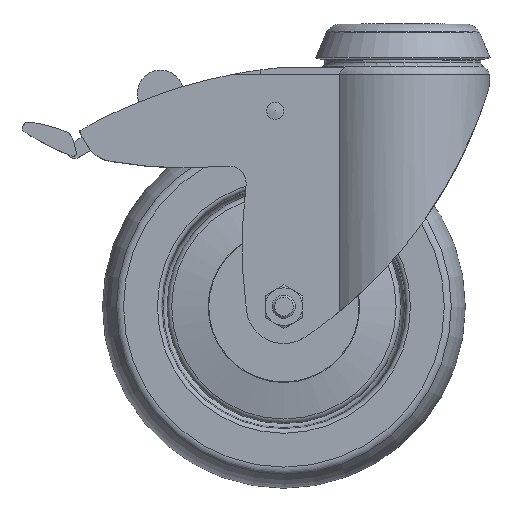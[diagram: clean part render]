
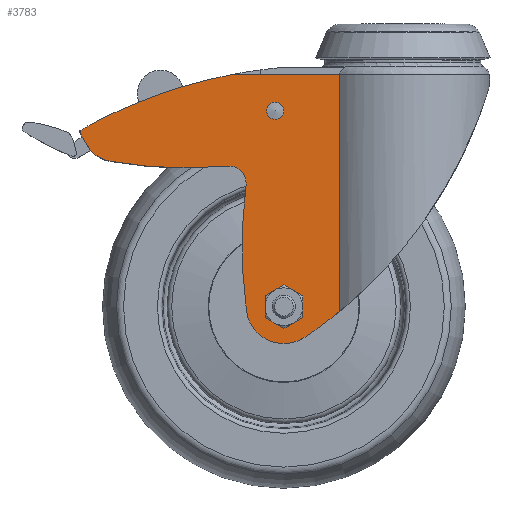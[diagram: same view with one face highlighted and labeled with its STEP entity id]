
A CAD part, top view. The second image highlights one B-rep face of the part: STEP entity #3783.
In plain terms, the highlighted planar face has unit normal (0, 0, 1).
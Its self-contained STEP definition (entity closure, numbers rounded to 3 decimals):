
#47=LINE('',#5924,#263);
#48=LINE('',#5996,#264);
#49=LINE('',#6000,#265);
#50=LINE('',#6004,#266);
#51=LINE('',#6006,#267);
#52=LINE('',#6010,#268);
#53=LINE('',#6012,#269);
#263=VECTOR('',#4750,81.664);
#264=VECTOR('',#4755,36.959);
#265=VECTOR('',#4758,8.886);
#266=VECTOR('',#4761,0.664);
#267=VECTOR('',#4762,0.572);
#268=VECTOR('',#4765,1.229);
#269=VECTOR('',#4766,6.626);
#697=FACE_BOUND('',#1135,.T.);
#698=FACE_BOUND('',#1136,.T.);
#839=FACE_OUTER_BOUND('',#1134,.T.);
#1134=EDGE_LOOP('',(#2645,#2646,#2647,#2648,#2649,#2650,#2651,#2652,#2653,
#2654,#2655,#2656,#2657,#2658,#2659,#2660,#2661));
#1135=EDGE_LOOP('',(#2662));
#1136=EDGE_LOOP('',(#2663,#2664,#2665,#2666,#2667,#2668));
#1398=CIRCLE('',#4071,6.5);
#1399=CIRCLE('',#4073,6.5);
#1400=CIRCLE('',#4075,6.5);
#1401=CIRCLE('',#4077,6.5);
#1402=CIRCLE('',#4079,6.5);
#1403=CIRCLE('',#4081,6.5);
#1405=CIRCLE('',#4103,160.008);
#1406=CIRCLE('',#4104,170.);
#1407=CIRCLE('',#4105,170.);
#1408=CIRCLE('',#4106,170.);
#1409=CIRCLE('',#4107,12.);
#1410=CIRCLE('',#4108,150.);
#1411=CIRCLE('',#4109,6.);
#1412=CIRCLE('',#4110,160.);
#1413=CIRCLE('',#4111,13.);
#1414=CIRCLE('',#4112,160.);
#1415=CIRCLE('',#4113,2.94);
#1624=VERTEX_POINT('',#5767);
#1626=VERTEX_POINT('',#5772);
#1627=VERTEX_POINT('',#5778);
#1629=VERTEX_POINT('',#5788);
#1632=VERTEX_POINT('',#5802);
#1634=VERTEX_POINT('',#5812);
#1651=VERTEX_POINT('',#5921);
#1652=VERTEX_POINT('',#5923);
#1656=VERTEX_POINT('',#5993);
#1657=VERTEX_POINT('',#5995);
#1658=VERTEX_POINT('',#5997);
#1659=VERTEX_POINT('',#5999);
#1660=VERTEX_POINT('',#6001);
#1661=VERTEX_POINT('',#6003);
#1662=VERTEX_POINT('',#6005);
#1663=VERTEX_POINT('',#6007);
#1664=VERTEX_POINT('',#6009);
#1665=VERTEX_POINT('',#6011);
#1666=VERTEX_POINT('',#6013);
#1667=VERTEX_POINT('',#6015);
#1668=VERTEX_POINT('',#6017);
#1669=VERTEX_POINT('',#6019);
#1670=VERTEX_POINT('',#6021);
#1671=VERTEX_POINT('',#6024);
#1985=EDGE_CURVE('',#1626,#1624,#1398,.T.);
#1988=EDGE_CURVE('',#1624,#1627,#1399,.T.);
#1991=EDGE_CURVE('',#1627,#1629,#1400,.T.);
#1993=EDGE_CURVE('',#1629,#1632,#1401,.T.);
#1996=EDGE_CURVE('',#1632,#1634,#1402,.T.);
#1999=EDGE_CURVE('',#1634,#1626,#1403,.T.);
#2034=EDGE_CURVE('',#1652,#1651,#47,.T.);
#2039=EDGE_CURVE('',#1656,#1652,#1405,.T.);
#2040=EDGE_CURVE('',#1651,#1657,#48,.T.);
#2041=EDGE_CURVE('',#1657,#1658,#1406,.T.);
#2042=EDGE_CURVE('',#1658,#1659,#49,.T.);
#2043=EDGE_CURVE('',#1659,#1660,#1407,.T.);
#2044=EDGE_CURVE('',#1660,#1661,#50,.T.);
#2045=EDGE_CURVE('',#1661,#1662,#51,.T.);
#2046=EDGE_CURVE('',#1662,#1663,#1408,.T.);
#2047=EDGE_CURVE('',#1664,#1663,#52,.T.);
#2048=EDGE_CURVE('',#1664,#1665,#53,.T.);
#2049=EDGE_CURVE('',#1665,#1666,#1409,.T.);
#2050=EDGE_CURVE('',#1666,#1667,#1410,.T.);
#2051=EDGE_CURVE('',#1667,#1668,#1411,.T.);
#2052=EDGE_CURVE('',#1668,#1669,#1412,.T.);
#2053=EDGE_CURVE('',#1669,#1670,#1413,.T.);
#2054=EDGE_CURVE('',#1670,#1656,#1414,.T.);
#2055=EDGE_CURVE('',#1671,#1671,#1415,.T.);
#2645=ORIENTED_EDGE('',*,*,#2039,.T.);
#2646=ORIENTED_EDGE('',*,*,#2034,.T.);
#2647=ORIENTED_EDGE('',*,*,#2040,.T.);
#2648=ORIENTED_EDGE('',*,*,#2041,.T.);
#2649=ORIENTED_EDGE('',*,*,#2042,.T.);
#2650=ORIENTED_EDGE('',*,*,#2043,.T.);
#2651=ORIENTED_EDGE('',*,*,#2044,.T.);
#2652=ORIENTED_EDGE('',*,*,#2045,.T.);
#2653=ORIENTED_EDGE('',*,*,#2046,.T.);
#2654=ORIENTED_EDGE('',*,*,#2047,.F.);
#2655=ORIENTED_EDGE('',*,*,#2048,.T.);
#2656=ORIENTED_EDGE('',*,*,#2049,.T.);
#2657=ORIENTED_EDGE('',*,*,#2050,.T.);
#2658=ORIENTED_EDGE('',*,*,#2051,.T.);
#2659=ORIENTED_EDGE('',*,*,#2052,.T.);
#2660=ORIENTED_EDGE('',*,*,#2053,.T.);
#2661=ORIENTED_EDGE('',*,*,#2054,.T.);
#2662=ORIENTED_EDGE('',*,*,#2055,.T.);
#2663=ORIENTED_EDGE('',*,*,#1999,.F.);
#2664=ORIENTED_EDGE('',*,*,#1996,.F.);
#2665=ORIENTED_EDGE('',*,*,#1993,.F.);
#2666=ORIENTED_EDGE('',*,*,#1991,.F.);
#2667=ORIENTED_EDGE('',*,*,#1988,.F.);
#2668=ORIENTED_EDGE('',*,*,#1985,.F.);
#3390=PLANE('',#4102);
#3783=ADVANCED_FACE('',(#839,#697,#698),#3390,.T.);
#4071=AXIS2_PLACEMENT_3D('',#5776,#4669,#4670);
#4073=AXIS2_PLACEMENT_3D('',#5786,#4673,#4674);
#4075=AXIS2_PLACEMENT_3D('',#5796,#4677,#4678);
#4077=AXIS2_PLACEMENT_3D('',#5803,#4681,#4682);
#4079=AXIS2_PLACEMENT_3D('',#5813,#4685,#4686);
#4081=AXIS2_PLACEMENT_3D('',#5822,#4689,#4690);
#4102=AXIS2_PLACEMENT_3D('',#5992,#4751,#4752);
#4103=AXIS2_PLACEMENT_3D('',#5994,#4753,#4754);
#4104=AXIS2_PLACEMENT_3D('',#5998,#4756,#4757);
#4105=AXIS2_PLACEMENT_3D('',#6002,#4759,#4760);
#4106=AXIS2_PLACEMENT_3D('',#6008,#4763,#4764);
#4107=AXIS2_PLACEMENT_3D('',#6014,#4767,#4768);
#4108=AXIS2_PLACEMENT_3D('',#6016,#4769,#4770);
#4109=AXIS2_PLACEMENT_3D('',#6018,#4771,#4772);
#4110=AXIS2_PLACEMENT_3D('',#6020,#4773,#4774);
#4111=AXIS2_PLACEMENT_3D('',#6022,#4775,#4776);
#4112=AXIS2_PLACEMENT_3D('',#6023,#4777,#4778);
#4113=AXIS2_PLACEMENT_3D('',#6025,#4779,#4780);
#4669=DIRECTION('center_axis',(0.,0.,1.));
#4670=DIRECTION('ref_axis',(1.,0.,0.));
#4673=DIRECTION('center_axis',(0.,0.,1.));
#4674=DIRECTION('ref_axis',(1.,0.,0.));
#4677=DIRECTION('center_axis',(0.,0.,1.));
#4678=DIRECTION('ref_axis',(1.,0.,0.));
#4681=DIRECTION('center_axis',(0.,0.,1.));
#4682=DIRECTION('ref_axis',(1.,0.,0.));
#4685=DIRECTION('center_axis',(0.,0.,1.));
#4686=DIRECTION('ref_axis',(1.,0.,0.));
#4689=DIRECTION('center_axis',(0.,0.,1.));
#4690=DIRECTION('ref_axis',(1.,0.,0.));
#4750=DIRECTION('',(0.,1.,0.));
#4751=DIRECTION('center_axis',(0.,0.,1.));
#4752=DIRECTION('ref_axis',(1.,0.,0.));
#4753=DIRECTION('center_axis',(0.,0.,1.));
#4754=DIRECTION('ref_axis',(-0.655,0.756,0.));
#4755=DIRECTION('',(-1.,0.,0.));
#4756=DIRECTION('center_axis',(0.,0.,1.));
#4757=DIRECTION('ref_axis',(0.333,-0.943,0.));
#4758=DIRECTION('',(-0.933,-0.36,0.));
#4759=DIRECTION('center_axis',(0.,0.,1.));
#4760=DIRECTION('ref_axis',(0.473,-0.881,0.));
#4761=DIRECTION('',(-0.767,-0.642,0.));
#4762=DIRECTION('',(-0.875,-0.485,0.));
#4763=DIRECTION('center_axis',(0.,0.,1.));
#4764=DIRECTION('ref_axis',(0.498,-0.867,0.));
#4765=DIRECTION('',(0.,1.,0.));
#4766=DIRECTION('',(0.509,-0.861,0.));
#4767=DIRECTION('center_axis',(0.,0.,1.));
#4768=DIRECTION('ref_axis',(0.175,0.985,0.));
#4769=DIRECTION('center_axis',(0.,0.,1.));
#4770=DIRECTION('ref_axis',(-0.094,0.996,0.));
#4771=DIRECTION('center_axis',(0.,0.,-1.));
#4772=DIRECTION('ref_axis',(-0.094,0.996,0.));
#4773=DIRECTION('center_axis',(0.,0.,1.));
#4774=DIRECTION('ref_axis',(0.99,0.139,0.));
#4775=DIRECTION('center_axis',(0.,0.,1.));
#4776=DIRECTION('ref_axis',(-0.56,0.829,0.));
#4777=DIRECTION('center_axis',(0.,0.,1.));
#4778=DIRECTION('ref_axis',(-0.616,0.788,0.));
#4779=DIRECTION('center_axis',(0.,0.,-1.));
#4780=DIRECTION('ref_axis',(-1.,0.,0.));
#5767=CARTESIAN_POINT('',(-44.25,-91.871,20.25));
#5772=CARTESIAN_POINT('',(-37.75,-91.871,20.25));
#5776=CARTESIAN_POINT('Origin',(-41.,-97.5,20.25));
#5778=CARTESIAN_POINT('',(-47.5,-97.5,20.25));
#5786=CARTESIAN_POINT('Origin',(-41.,-97.5,20.25));
#5788=CARTESIAN_POINT('',(-44.25,-103.129,20.25));
#5796=CARTESIAN_POINT('Origin',(-41.,-97.5,20.25));
#5802=CARTESIAN_POINT('',(-37.75,-103.129,20.25));
#5803=CARTESIAN_POINT('Origin',(-41.,-97.5,20.25));
#5812=CARTESIAN_POINT('',(-34.5,-97.5,20.25));
#5813=CARTESIAN_POINT('Origin',(-41.,-97.5,20.25));
#5822=CARTESIAN_POINT('Origin',(-41.,-97.5,20.25));
#5921=CARTESIAN_POINT('',(-21.897,-17.5,20.25));
#5923=CARTESIAN_POINT('',(-21.897,-99.164,20.25));
#5924=CARTESIAN_POINT('',(-21.897,-160.,20.25));
#5992=CARTESIAN_POINT('Origin',(-21.897,-160.,20.25));
#5993=CARTESIAN_POINT('',(-24.769,-101.462,20.25));
#5994=CARTESIAN_POINT('Origin',(-123.289,24.619,20.25));
#5995=CARTESIAN_POINT('',(-58.856,-17.5,20.25));
#5996=CARTESIAN_POINT('',(-111.,-17.5,20.25));
#5997=CARTESIAN_POINT('',(-83.499,-24.176,20.25));
#5998=CARTESIAN_POINT('Origin',(-26.85,-184.46,20.25));
#5999=CARTESIAN_POINT('',(-91.791,-27.372,20.25));
#6000=CARTESIAN_POINT('',(-83.612,-24.22,20.25));
#6001=CARTESIAN_POINT('',(-108.491,-35.201,20.25));
#6002=CARTESIAN_POINT('Origin',(-28.085,-184.983,20.25));
#6003=CARTESIAN_POINT('',(-109.,-35.627,20.25));
#6004=CARTESIAN_POINT('',(-113.983,-39.795,20.25));
#6005=CARTESIAN_POINT('',(-109.5,-35.904,20.25));
#6006=CARTESIAN_POINT('',(-102.297,-31.912,20.25));
#6007=CARTESIAN_POINT('',(-111.,-36.748,20.25));
#6008=CARTESIAN_POINT('Origin',(-26.85,-184.46,20.25));
#6009=CARTESIAN_POINT('',(-111.,-37.977,20.25));
#6010=CARTESIAN_POINT('',(-111.,-160.,20.25));
#6011=CARTESIAN_POINT('',(-107.628,-43.681,20.25));
#6012=CARTESIAN_POINT('',(-71.047,-105.556,20.25));
#6013=CARTESIAN_POINT('',(-100.875,-47.393,20.25));
#6014=CARTESIAN_POINT('Origin',(-98.777,-35.578,20.25));
#6015=CARTESIAN_POINT('',(-60.564,-49.037,20.25));
#6016=CARTESIAN_POINT('Origin',(-74.663,100.299,20.25));
#6017=CARTESIAN_POINT('',(-54.052,-55.796,20.25));
#6018=CARTESIAN_POINT('Origin',(-60.,-55.01,20.25));
#6019=CARTESIAN_POINT('',(-53.874,-99.009,20.25));
#6020=CARTESIAN_POINT('Origin',(104.57,-76.749,20.25));
#6021=CARTESIAN_POINT('',(-33.723,-107.973,20.25));
#6022=CARTESIAN_POINT('Origin',(-41.,-97.2,20.25));
#6023=CARTESIAN_POINT('Origin',(-123.285,24.612,20.25));
#6024=CARTESIAN_POINT('',(-41.06,-30.,20.25));
#6025=CARTESIAN_POINT('Origin',(-44.,-30.,20.25));
